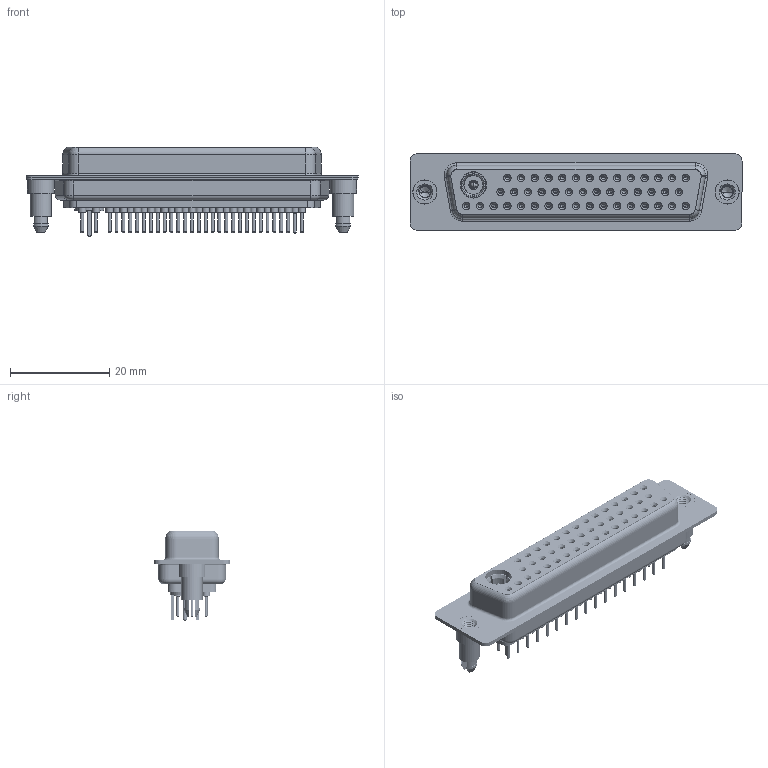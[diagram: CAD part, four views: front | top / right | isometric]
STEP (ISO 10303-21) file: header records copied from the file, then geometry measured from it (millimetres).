
FILE_DESCRIPTION (( 'STEP AP203' ), '1' );
FILE_NAME ('628-47W1624-7TD.STEP', '2019-06-27T03:46:32', ( '' ), ( '' ), 'SwSTEP 2.0', 'SolidWorks 2016', '' );
FILE_SCHEMA (( 'CONFIG_CONTROL_DESIGN' ));
Length unit declared in the file: millimetre
Products named in the file (13): Co-Ax Plug Assy_St; 628Combo Contact Row 3_24; 628Combo Threaded Boardlock_D; Pin_Str; 628Combo Shell Rear_50 Contacts; 628Combo Housing_47W1; Insulator Pin_Straight PC Tail; 628Combo Contact Row 1_24; Co-Ax Plug_Straight PC Tail; Locking Collar; 628Combo Contact Row 2_24; 628Combo Shell Front_50 Contacts; 628-47W1624-7TD
Assembly tree (56 placements, depth 3):
  628-47W1624-7TD
    628Combo Housing_47W1
    628Combo Shell Front_50 Contacts
    628Combo Shell Rear_50 Contacts
    628Combo Threaded Boardlock_D  x2
    628Combo Contact Row 1_24  x15
    628Combo Contact Row 2_24  x14
    628Combo Contact Row 3_24  x17
    Co-Ax Plug Assy_St
      Co-Ax Plug_Straight PC Tail
      Insulator Pin_Straight PC Tail
      Pin_Str
      Locking Collar
Bounding box: 67 x 15.4 x 18.15 mm (x, y, z)
Volume: 7180.1 mm3; surface area: 15218.8 mm2
Topology: 55 solids, 55 shells, 2989 faces, 6930 edges, 4255 vertices
Faces by surface type: cylinder 1096, plane 827, torus 705, cone 347, bspline 10, sphere 4
Entity records: 37004 total; most frequent: CARTESIAN_POINT 7983, DIRECTION 6140, ORIENTED_EDGE 5070, AXIS2_PLACEMENT_3D 2588, EDGE_CURVE 2535, VERTEX_POINT 1611, CIRCLE 1417, EDGE_LOOP 1396
